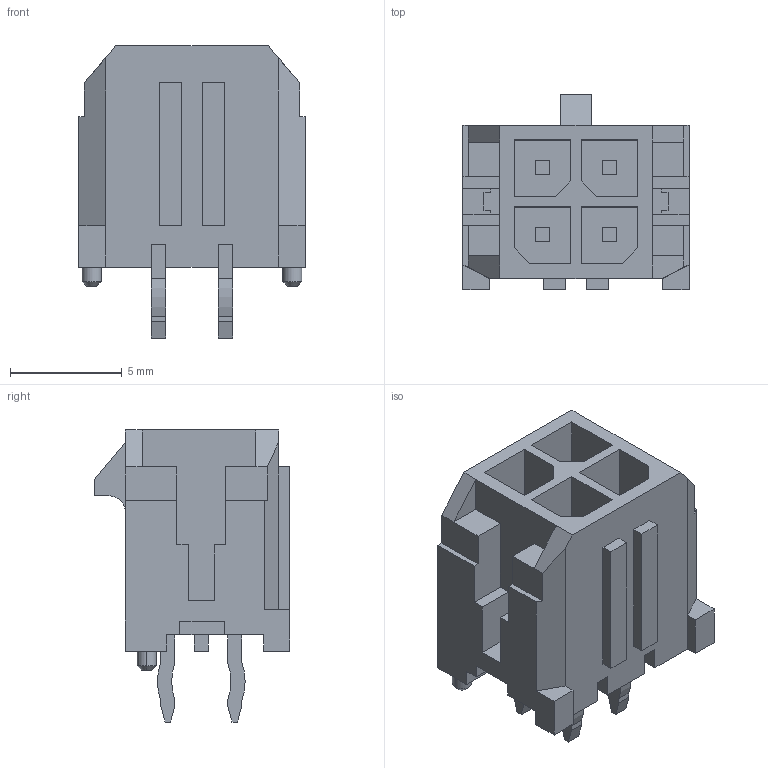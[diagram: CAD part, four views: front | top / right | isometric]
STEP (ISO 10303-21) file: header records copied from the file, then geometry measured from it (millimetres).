
FILE_DESCRIPTION(('FreeCAD Model'),'2;1');
FILE_NAME('430450412.step', '2017-01-26T12:42:41',('kicad StepUp'),('ksu MCAD'), 'Open CASCADE STEP processor 6.8','FreeCAD','Unknown');
FILE_SCHEMA(('AUTOMOTIVE_DESIGN_CC2 { 1 2 10303 214 -1 1 5 4 }'));
Length unit declared in the file: millimetre
Products named in the file (1): 430450412
Bounding box: 10.15 x 8.77 x 13.09 mm (x, y, z)
Volume: 435.3 mm3; surface area: 898.3 mm2
Topology: 1 solids, 1 shells, 245 faces, 650 edges, 420 vertices
Faces by surface type: plane 228, cylinder 13, cone 4
Entity records: 7435 total; most frequent: CARTESIAN_POINT 1316, ORIENTED_EDGE 1300, DIRECTION 1172, EDGE_CURVE 650, LINE 620, VECTOR 620, VERTEX_POINT 420, AXIS2_PLACEMENT_3D 276
